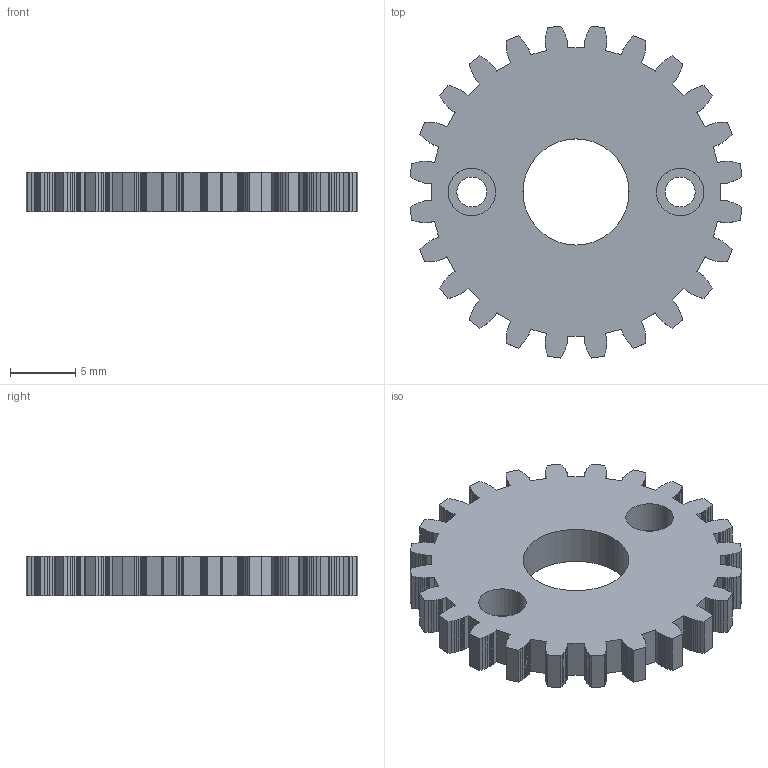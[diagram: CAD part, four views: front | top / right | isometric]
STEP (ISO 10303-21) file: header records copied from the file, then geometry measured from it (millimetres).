
FILE_DESCRIPTION (( 'STEP AP203' ), '1' );
FILE_NAME ('b2_o.STEP', '2015-02-28T01:02:24', ( '' ), ( '' ), 'SwSTEP 2.0', 'SolidWorks 2013', '' );
FILE_SCHEMA (( 'CONFIG_CONTROL_DESIGN' ));
Length unit declared in the file: millimetre
Products named in the file (1): b2_o
Bounding box: 25.49 x 25.49 x 3 mm (x, y, z)
Volume: 1130.3 mm3; surface area: 1335.6 mm2
Topology: 1 solids, 1 shells, 590 faces, 1758 edges, 1172 vertices
Faces by surface type: plane 580, cylinder 10
Entity records: 19491 total; most frequent: CARTESIAN_POINT 3521, ORIENTED_EDGE 3516, DIRECTION 2960, EDGE_CURVE 1758, LINE 1738, VECTOR 1738, VERTEX_POINT 1172, AXIS2_PLACEMENT_3D 611
